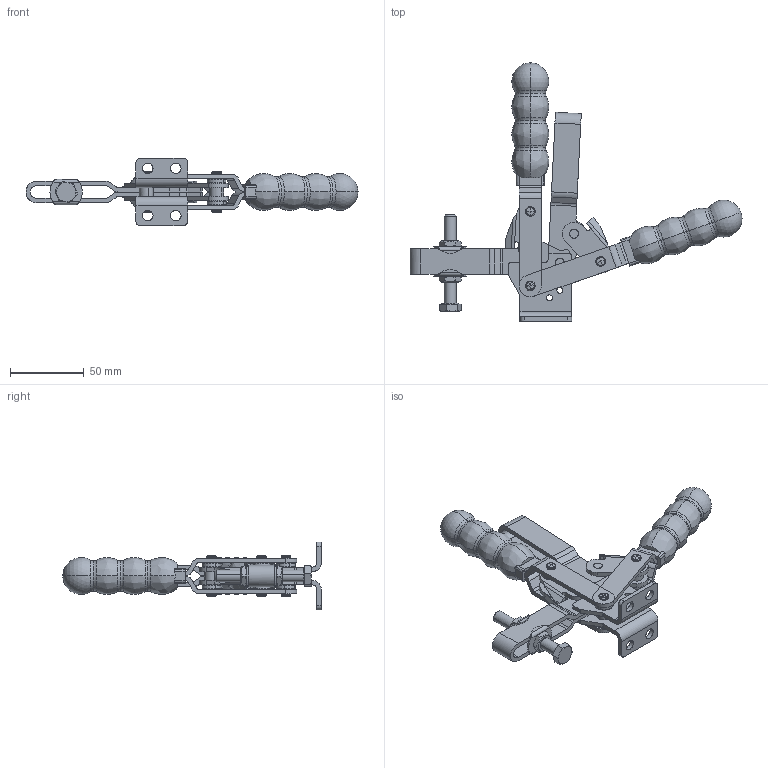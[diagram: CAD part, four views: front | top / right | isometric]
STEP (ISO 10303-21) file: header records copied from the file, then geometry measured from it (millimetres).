
FILE_DESCRIPTION(('CATIA V5 STEP Exchange'),'2;1');
FILE_NAME('VERTIKALSPANNER_TS_V_245_UB_SS_1330135_TUENKERS.stp','2021-04-07T10:41:34+00:00',('none'),('none'),'CATIA Version 5 Release 19 SP 9 (IN-10)','CATIA V5 STEP AP214','none');
FILE_SCHEMA(('AUTOMOTIVE_DESIGN { 1 0 10303 214 1 1 1 1 }'));
Products named in the file (1): VERTIKALSPANNER_TS_V_245_UB_SS_1330135_TUENKERS
Bounding box: 225.09 x 175.13 x 46 mm (x, y, z)
Volume: 135765.6 mm3; surface area: 64984.1 mm2
Topology: 2 solids, 4 shells, 1190 faces, 3514 edges, 2310 vertices
Faces by surface type: plane 618, cylinder 362, torus 72, cone 54, bspline 44, sphere 40
Entity records: 45955 total; most frequent: CARTESIAN_POINT 15366, ORIENTED_EDGE 6948, DIRECTION 4920, EDGE_CURVE 3474, VERTEX_POINT 2310, VECTOR 1978, LINE 1978, AXIS2_PLACEMENT_3D 1813
